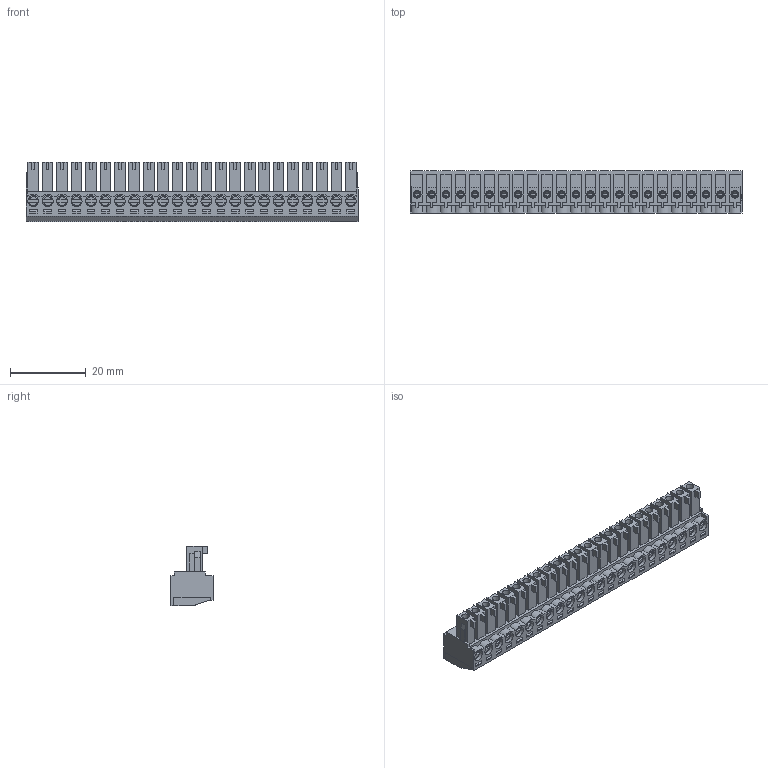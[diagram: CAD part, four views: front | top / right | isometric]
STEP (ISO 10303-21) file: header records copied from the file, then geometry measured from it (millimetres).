
FILE_DESCRIPTION( ( 'Unknown' ), '1' );
FILE_NAME( '691361300023.stp', 'Unknown', ( 'Unknown' ), ( 'Unknown' ), 'PSStep 14.0', 'Unknown', ' ' );
FILE_SCHEMA( ( 'AUTOMOTIVE_DESIGN { 1 0 10303 214 1 1 1 1 }' ) );
Length unit declared in the file: millimetre
Products named in the file (6): Assem1; 6913613000xx_PIN; 6913613000xx_VISSE; 6913613000xx_CAGE; 691361300023; 691361300023_CAPOT
Assembly tree (71 placements, depth 2):
  Assem1
    6913613000xx_PIN  x23
    6913613000xx_VISSE  x23
    6913613000xx_CAGE  x23
    691361300023
    691361300023_CAPOT
Bounding box: 87.63 x 11.1 x 15.8 mm (x, y, z)
Volume: 6387.4 mm3; surface area: 20507.2 mm2
Topology: 71 solids, 71 shells, 3415 faces, 9055 edges, 5918 vertices
Faces by surface type: plane 2656, cylinder 644, torus 69, cone 46
Full cylindrical faces by diameter (mm): 1.35 x23, 1.9 x46, 2 x23, 2.9 x46
Entity records: 67128 total; most frequent: CARTESIAN_POINT 9379, ORIENTED_EDGE 9024, DIRECTION 8418, EDGE_CURVE 4512, LINE 4176, VECTOR 4176, VERTEX_POINT 3034, EDGE_LOOP 2188
